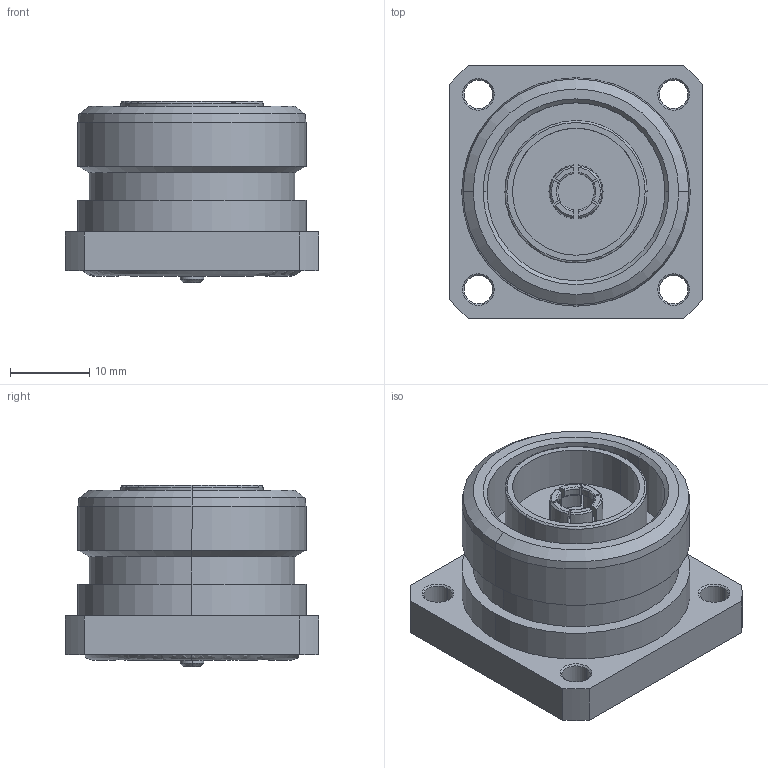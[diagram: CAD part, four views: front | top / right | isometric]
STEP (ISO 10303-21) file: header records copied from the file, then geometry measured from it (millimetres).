
FILE_DESCRIPTION (( 'STEP AP214' ), '1' );
FILE_NAME ('J01121A0721.STEP', '2011-02-28T15:05:06', ( 'markiewicz' ), ( '' ), 'SwSTEP 2.0', 'SolidWorks 2010', '' );
FILE_SCHEMA (( 'AUTOMOTIVE_DESIGN' ));
Length unit declared in the file: millimetre
Products named in the file (1): J01121A0721
Bounding box: 32 x 32 x 22.9 mm (x, y, z)
Volume: 12283.1 mm3; surface area: 6765.7 mm2
Topology: 2 solids, 2 shells, 145 faces, 359 edges, 235 vertices
Faces by surface type: cylinder 53, cone 42, plane 37, torus 9, bspline 4
Entity records: 6609 total; most frequent: CARTESIAN_POINT 1545, ORIENTED_EDGE 718, DIRECTION 699, EDGE_CURVE 359, AXIS2_PLACEMENT_3D 281, VERTEX_POINT 235, EDGE_LOOP 172, UNCERTAINTY_MEASURE_WITH_UNIT 149
